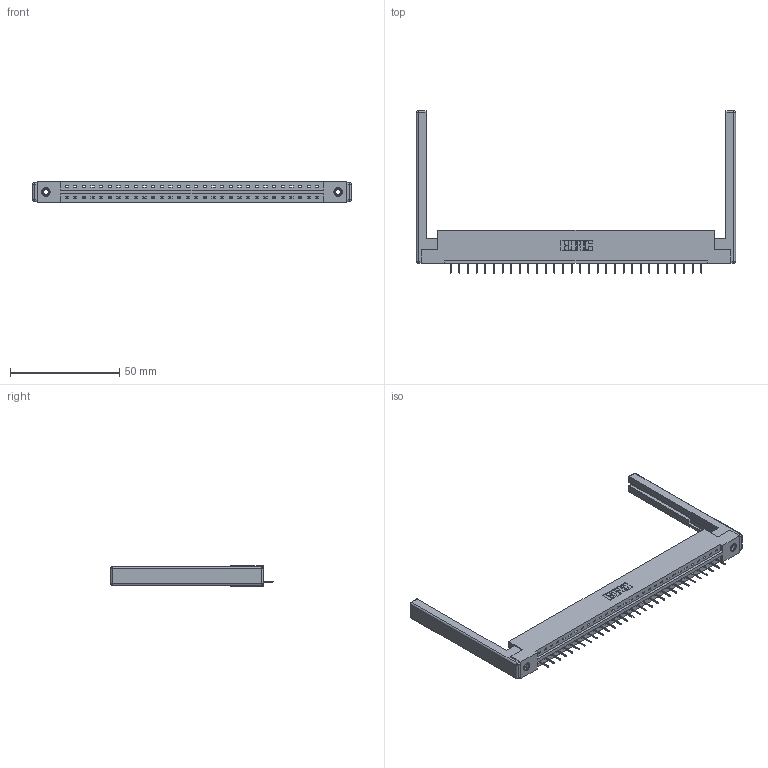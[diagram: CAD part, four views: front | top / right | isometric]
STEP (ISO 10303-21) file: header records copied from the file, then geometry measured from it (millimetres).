
FILE_DESCRIPTION (( 'STEP AP203' ), '1' );
FILE_NAME ('387-030-524-168.STEP', '2019-10-03T18:04:57', ( '' ), ( '' ), 'SwSTEP 2.0', 'SolidWorks 2016', '' );
FILE_SCHEMA (( 'CONFIG_CONTROL_DESIGN' ));
Length unit declared in the file: inch
Products named in the file (5): 345-292-001_345-293-124; 307-220-068; 345-250-001_345-250-001-102; 337 Part_Flush Mounting Lugs - 0.156 Dia-TI; 387-030-524-168
Assembly tree (35 placements, depth 2):
  387-030-524-168
    337 Part_Flush Mounting Lugs - 0.156 Dia-TI
    345-292-001_345-293-124  x30
    345-250-001_345-250-001-102  x2
    307-220-068  x2
Bounding box: 146.3 x 74.43 x 9.4 mm (x, y, z)
Volume: 19328.4 mm3; surface area: 19044.7 mm2
Topology: 35 solids, 35 shells, 2248 faces, 6461 edges, 4166 vertices
Faces by surface type: plane 1718, cylinder 506, cone 12, sphere 8, torus 4
Entity records: 26686 total; most frequent: CARTESIAN_POINT 4601, ORIENTED_EDGE 4556, DIRECTION 3972, EDGE_CURVE 2278, LINE 2104, VECTOR 2104, VERTEX_POINT 1506, AXIS2_PLACEMENT_3D 934
